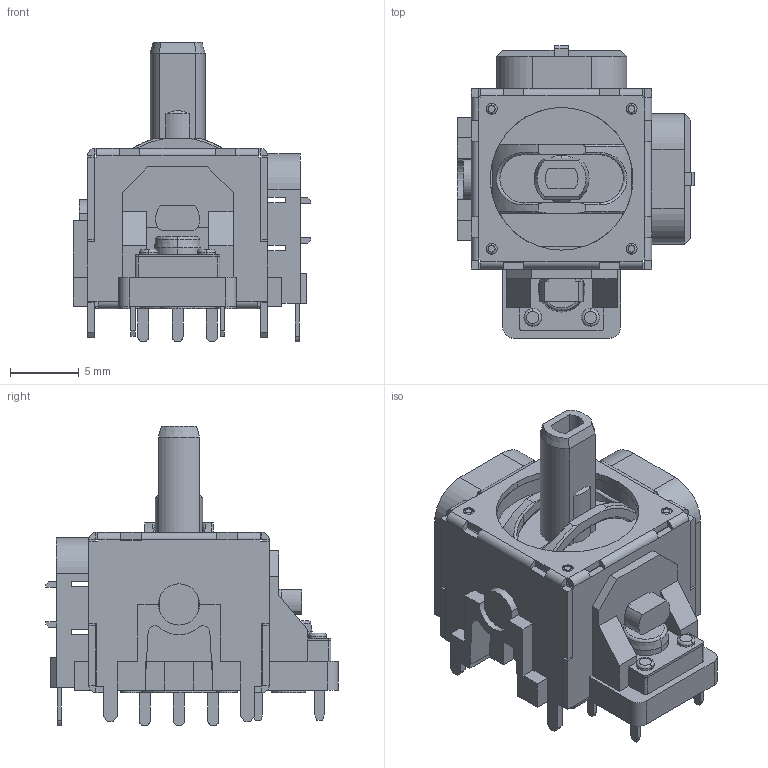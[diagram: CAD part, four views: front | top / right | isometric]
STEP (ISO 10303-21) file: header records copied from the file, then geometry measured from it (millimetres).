
FILE_DESCRIPTION(('FreeCAD Model'),'2;1');
FILE_NAME('Open CASCADE Shape Model','2026-02-25T01:40:22',('Author'),( ''),'Open CASCADE STEP processor 7.8','FreeCAD','Unknown');
FILE_SCHEMA(('AUTOMOTIVE_DESIGN { 1 0 10303 214 1 1 1 1 }'));
Length unit declared in the file: millimetre
Products named in the file (19): THB001P018; THB001P; THB001P001; THB001P002; THB001P003; THB001P004; THB001P005; THB001P006; THB001P007; THB001P008; THB001P009; THB001P010; THB001P011; THB001P012; THB001P013; THB001P014; THB001P015; THB001P016; THB001P017
Assembly tree (18 placements, depth 2):
  THB001P018
    THB001P
    THB001P001
    THB001P002
    THB001P003
    THB001P004
    THB001P005
    THB001P006
    THB001P007
    THB001P008
    THB001P009
    THB001P010
    THB001P011
    THB001P012
    THB001P013
    THB001P014
    THB001P015
    THB001P016
    THB001P017
Bounding box: 17.3 x 21.3 x 21.85 mm (x, y, z)
Volume: 2408.7 mm3; surface area: 3631.9 mm2
Topology: 18 solids, 18 shells, 803 faces, 2068 edges, 1321 vertices
Faces by surface type: plane 565, cylinder 182, torus 37, cone 13, bspline 6
Entity records: 25152 total; most frequent: CARTESIAN_POINT 4812, ORIENTED_EDGE 4136, DIRECTION 4098, EDGE_CURVE 2068, LINE 1572, VECTOR 1572, VERTEX_POINT 1321, AXIS2_PLACEMENT_3D 1263
